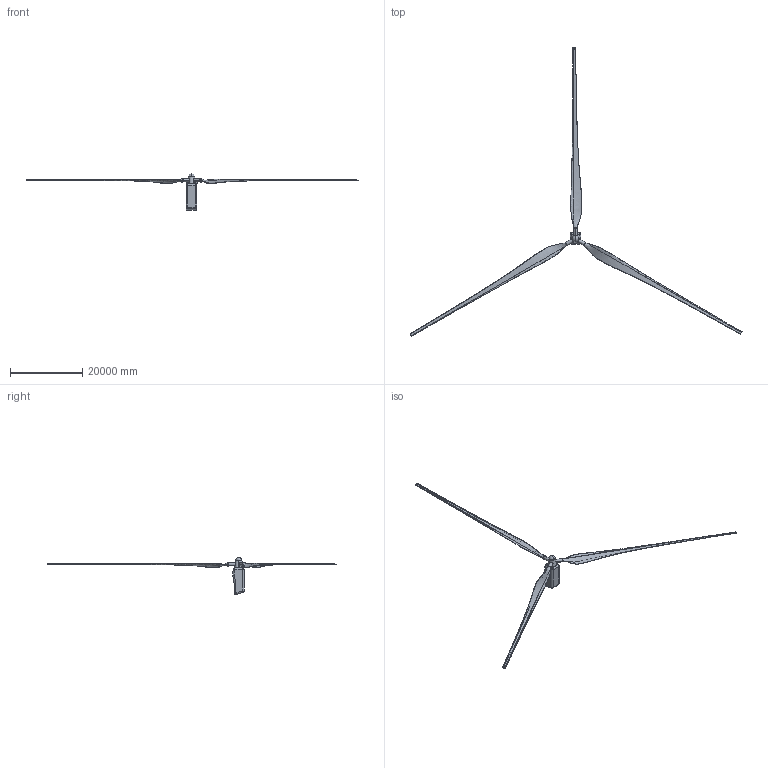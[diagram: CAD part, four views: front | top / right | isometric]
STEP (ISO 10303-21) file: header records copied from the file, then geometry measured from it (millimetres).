
FILE_DESCRIPTION (( 'STEP AP203' ), '1' );
FILE_NAME ('Rotor.step', '2022-07-09T15:01:29', ( '' ), ( '' ), 'SwSTEP 2.0', 'SolidWorks 2021', '' );
FILE_SCHEMA (( 'CONFIG_CONTROL_DESIGN' ));
Length unit declared in the file: millimetre
Products named in the file (5): Nabe; Rotor; Verkleidung_config; Rotorblatt; Nacelle_config
Assembly tree (6 placements, depth 2):
  Rotor
    Nabe
    Rotorblatt  x3
    Verkleidung_config
    Nacelle_config
Bounding box: 92171.2 x 80093.38 x 10243.88 mm (x, y, z)
Volume: 114401436650.1 mm3; surface area: 669214174 mm2
Topology: 6 solids, 6 shells, 93 faces, 207 edges, 121 vertices
Faces by surface type: cylinder 36, plane 32, sphere 13, bspline 6, cone 4, torus 2
Entity records: 6482 total; most frequent: CARTESIAN_POINT 4059, DIRECTION 415, ORIENTED_EDGE 368, EDGE_CURVE 184, AXIS2_PLACEMENT_3D 173, VERTEX_POINT 111, EDGE_LOOP 89, FACE_OUTER_BOUND 85
